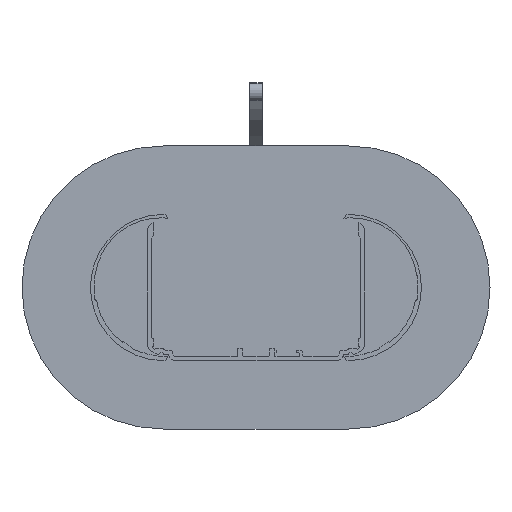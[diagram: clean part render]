
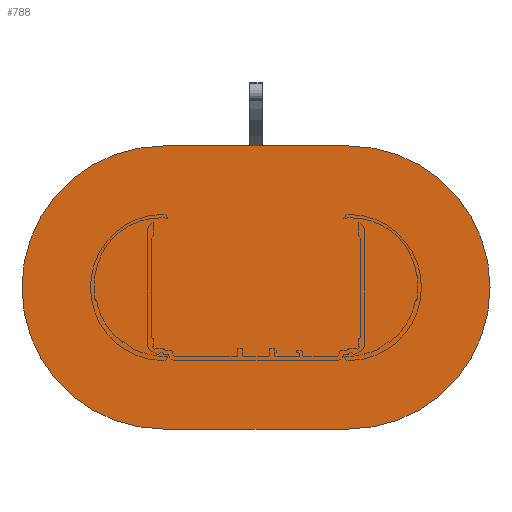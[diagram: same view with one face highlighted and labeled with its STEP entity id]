
A CAD part, front view. The second image highlights one B-rep face of the part: STEP entity #788.
In plain terms, the highlighted planar face has unit normal (0, -1, 0).
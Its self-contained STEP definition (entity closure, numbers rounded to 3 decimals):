
#5 = DIRECTION ( 'NONE',  ( 1., 0., 0. ) ) ;
#247 = CARTESIAN_POINT ( 'NONE',  ( -40.5, -3., -62. ) ) ;
#249 = CARTESIAN_POINT ( 'NONE',  ( 40.5, -3., 0. ) ) ;
#788 = ADVANCED_FACE ( 'NONE', ( #13925 ), #6603, .T. ) ;
#1673 = DIRECTION ( 'NONE',  ( 0., 0., -1. ) ) ;
#2274 = AXIS2_PLACEMENT_3D ( 'NONE', #249, #9750, #1673 ) ;
#2657 = DIRECTION ( 'NONE',  ( -1., 0., 0. ) ) ;
#2985 = ORIENTED_EDGE ( 'NONE', *, *, #7976, .F. ) ;
#4316 = VECTOR ( 'NONE', #5, 1000. ) ;
#4600 = EDGE_LOOP ( 'NONE', ( #8503, #5813, #2985, #14005 ) ) ;
#4715 = VERTEX_POINT ( 'NONE', #12241 ) ;
#5813 = ORIENTED_EDGE ( 'NONE', *, *, #17215, .F. ) ;
#6039 = DIRECTION ( 'NONE',  ( 0., 0., -1. ) ) ;
#6080 = DIRECTION ( 'NONE',  ( 0., -1., 0. ) ) ;
#6268 = CARTESIAN_POINT ( 'NONE',  ( 40.5, -3., 0. ) ) ;
#6603 = PLANE ( 'NONE',  #6765 ) ;
#6765 = AXIS2_PLACEMENT_3D ( 'NONE', #6268, #6080, #6039 ) ;
#6876 = CIRCLE ( 'NONE', #10263, 62. ) ;
#7542 = LINE ( 'NONE', #12233, #10694 ) ;
#7899 = LINE ( 'NONE', #16215, #4316 ) ;
#7976 = EDGE_CURVE ( 'NONE', #12583, #8208, #6876, .T. ) ;
#8208 = VERTEX_POINT ( 'NONE', #10782 ) ;
#8503 = ORIENTED_EDGE ( 'NONE', *, *, #16850, .F. ) ;
#9750 = DIRECTION ( 'NONE',  ( 0., 1., 0. ) ) ;
#10263 = AXIS2_PLACEMENT_3D ( 'NONE', #13437, #13421, #13404 ) ;
#10694 = VECTOR ( 'NONE', #2657, 1000. ) ;
#10782 = CARTESIAN_POINT ( 'NONE',  ( -40.5, -3., 62. ) ) ;
#12233 = CARTESIAN_POINT ( 'NONE',  ( -40.5, -3., -62. ) ) ;
#12241 = CARTESIAN_POINT ( 'NONE',  ( 40.5, -3., 62. ) ) ;
#12583 = VERTEX_POINT ( 'NONE', #247 ) ;
#13039 = VERTEX_POINT ( 'NONE', #15835 ) ;
#13404 = DIRECTION ( 'NONE',  ( 0., 0., 1. ) ) ;
#13421 = DIRECTION ( 'NONE',  ( 0., 1., 0. ) ) ;
#13434 = CIRCLE ( 'NONE', #2274, 62. ) ;
#13437 = CARTESIAN_POINT ( 'NONE',  ( -40.5, -3., 0. ) ) ;
#13925 = FACE_OUTER_BOUND ( 'NONE', #4600, .T. ) ;
#14005 = ORIENTED_EDGE ( 'NONE', *, *, #14256, .F. ) ;
#14256 = EDGE_CURVE ( 'NONE', #13039, #12583, #7542, .T. ) ;
#15835 = CARTESIAN_POINT ( 'NONE',  ( 40.5, -3., -62. ) ) ;
#16215 = CARTESIAN_POINT ( 'NONE',  ( -40.5, -3., 62. ) ) ;
#16850 = EDGE_CURVE ( 'NONE', #4715, #13039, #13434, .T. ) ;
#17215 = EDGE_CURVE ( 'NONE', #8208, #4715, #7899, .T. ) ;
